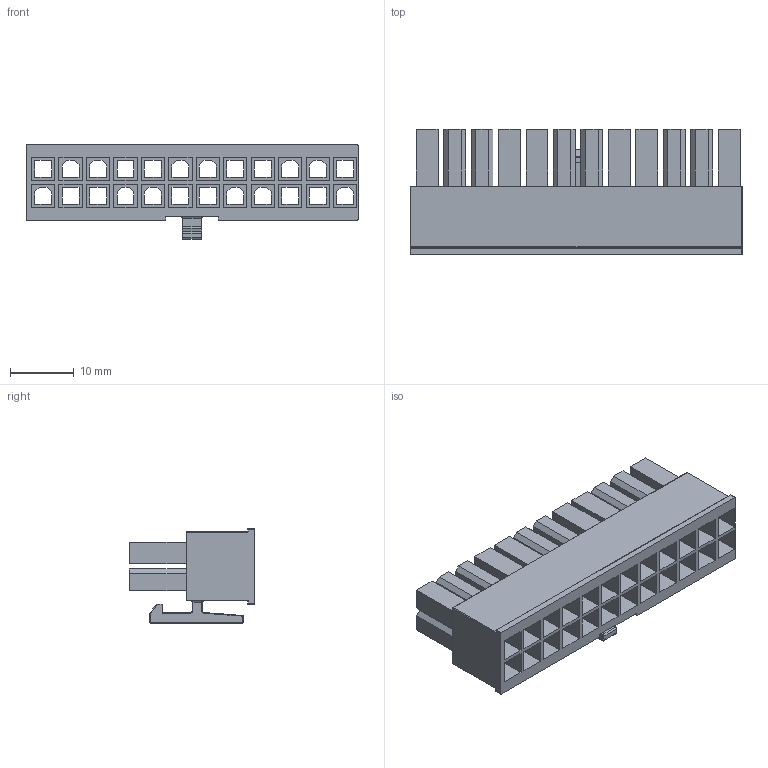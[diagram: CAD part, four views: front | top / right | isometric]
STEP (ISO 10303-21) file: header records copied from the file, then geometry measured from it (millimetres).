
FILE_DESCRIPTION((''),'2;1');
FILE_NAME('PLUG_CPU_POWER_MALE_24-PIN','2015-02-28T',('Chris'),(''),'PRO/ENGINEER BY PARAMETRIC TECHNOLOGY CORPORATION, 2014200','PRO/ENGINEER BY PARAMETRIC TECHNOLOGY CORPORATION, 2014200','');
FILE_SCHEMA(('CONFIG_CONTROL_DESIGN'));
Length unit declared in the file: millimetre
Products named in the file (1): PLUG_CPU_POWER_MALE_24-PIN
Bounding box: 52 x 19.59 x 14.8 mm (x, y, z)
Volume: 3878.6 mm3; surface area: 11031.4 mm2
Topology: 1 solids, 1 shells, 501 faces, 1272 edges, 822 vertices
Faces by surface type: plane 410, cylinder 57, torus 24, sphere 10
Entity records: 14934 total; most frequent: CARTESIAN_POINT 2595, ORIENTED_EDGE 2544, DIRECTION 2412, EDGE_CURVE 1272, VECTOR 1134, LINE 1134, VERTEX_POINT 822, AXIS2_PLACEMENT_3D 639
